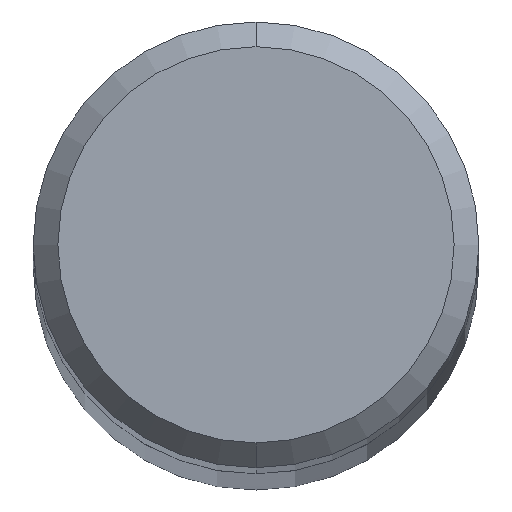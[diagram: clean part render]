
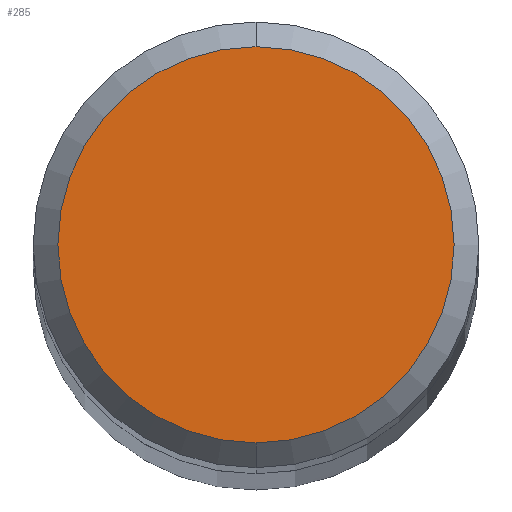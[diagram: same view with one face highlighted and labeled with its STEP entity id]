
A CAD part, top view. The second image highlights one B-rep face of the part: STEP entity #285.
In plain terms, the highlighted planar face has unit normal (0, 0, 1).
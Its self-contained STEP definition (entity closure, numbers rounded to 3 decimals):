
#253=EDGE_CURVE('',#323,#307,#540,.T.);
#285=ADVANCED_FACE('',(#575),#576,.T.);
#307=VERTEX_POINT('',#599);
#323=VERTEX_POINT('',#617);
#413=EDGE_CURVE('',#307,#323,#714,.T.);
#540=CIRCLE('',#969,4.0);
#575=FACE_OUTER_BOUND('',#1028,.T.);
#576=PLANE('',#1029);
#599=CARTESIAN_POINT('',(0.,-4.0,0.0));
#617=CARTESIAN_POINT('',(0.0,4.0,0.0));
#714=CIRCLE('',#1343,4.0);
#969=AXIS2_PLACEMENT_3D('',#1477,#1478,#1479);
#1028=EDGE_LOOP('',(#1521,#1522));
#1029=AXIS2_PLACEMENT_3D('',#1523,#1524,#1525);
#1343=AXIS2_PLACEMENT_3D('',#1656,#1657,#1658);
#1477=CARTESIAN_POINT('',(0.0,0.0,0.0));
#1478=DIRECTION('',(0.0,0.0,-1.0));
#1479=DIRECTION('',(0.0,1.0,0.0));
#1521=ORIENTED_EDGE('',*,*,#253,.F.);
#1522=ORIENTED_EDGE('',*,*,#413,.F.);
#1523=CARTESIAN_POINT('',(0.0,2.0,0.0));
#1524=DIRECTION('',(-0.0,0.0,1.0));
#1525=DIRECTION('',(0.0,-1.0,0.0));
#1656=CARTESIAN_POINT('',(0.0,0.0,0.0));
#1657=DIRECTION('',(0.0,0.0,-1.0));
#1658=DIRECTION('',(0.0,1.0,0.0));
